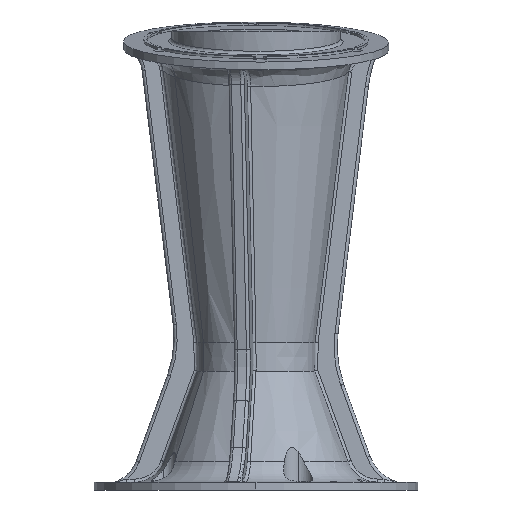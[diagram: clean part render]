
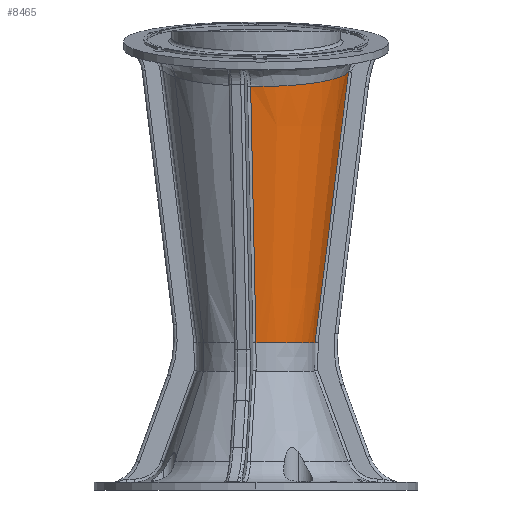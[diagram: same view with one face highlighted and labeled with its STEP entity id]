
A CAD part, left-side view. The second image highlights one B-rep face of the part: STEP entity #8465.
In plain terms, the highlighted conical face has half-angle 7 degrees and reference radius 19.185 mm.
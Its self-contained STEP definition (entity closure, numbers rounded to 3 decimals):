
#5192=CARTESIAN_POINT('Axis2P3D Location',(0.,0.,47.22)) ;
#6597=CARTESIAN_POINT('Vertex',(-3.387,-29.639,133.935)) ;
#7038=CARTESIAN_POINT('Vertex',(-3.328,-18.894,47.22)) ;
#7115=CARTESIAN_POINT('Control Point',(-3.387,-29.639,133.935)) ;
#7116=CARTESIAN_POINT('Control Point',(-3.38,-27.67,117.995)) ;
#7117=CARTESIAN_POINT('Control Point',(-3.372,-25.712,102.157)) ;
#7118=CARTESIAN_POINT('Control Point',(-3.362,-23.754,86.348)) ;
#7119=CARTESIAN_POINT('Control Point',(-3.349,-21.587,68.866)) ;
#7120=CARTESIAN_POINT('Control Point',(-3.332,-19.412,51.387)) ;
#7121=CARTESIAN_POINT('Control Point',(-3.331,-19.24,49.997)) ;
#7122=CARTESIAN_POINT('Control Point',(-3.329,-19.067,48.609)) ;
#7123=CARTESIAN_POINT('Control Point',(-3.328,-18.894,47.22)) ;
#8238=CARTESIAN_POINT('Axis2P3D Location',(0.,0.,47.22)) ;
#8242=CARTESIAN_POINT('Vertex',(-19.185,0.004,47.22)) ;
#8384=CARTESIAN_POINT('Vertex',(-29.209,1.713,129.268)) ;
#8388=CARTESIAN_POINT('Control Point',(-3.387,-29.639,133.935)) ;
#8389=CARTESIAN_POINT('Control Point',(-4.927,-29.427,133.647)) ;
#8390=CARTESIAN_POINT('Control Point',(-6.452,-29.116,133.361)) ;
#8391=CARTESIAN_POINT('Control Point',(-7.955,-28.706,133.081)) ;
#8392=CARTESIAN_POINT('Control Point',(-12.003,-27.314,132.327)) ;
#8393=CARTESIAN_POINT('Control Point',(-15.76,-25.218,131.632)) ;
#8394=CARTESIAN_POINT('Control Point',(-17.99,-23.617,131.221)) ;
#8395=CARTESIAN_POINT('Control Point',(-22.032,-19.948,130.481)) ;
#8396=CARTESIAN_POINT('Control Point',(-25.156,-15.46,129.92)) ;
#8397=CARTESIAN_POINT('Control Point',(-26.452,-13.058,129.691)) ;
#8398=CARTESIAN_POINT('Control Point',(-28.193,-8.712,129.39)) ;
#8399=CARTESIAN_POINT('Control Point',(-29.064,-4.123,129.256)) ;
#8400=CARTESIAN_POINT('Control Point',(-29.27,-2.18,129.23)) ;
#8401=CARTESIAN_POINT('Control Point',(-29.318,-0.229,129.234)) ;
#8402=CARTESIAN_POINT('Control Point',(-29.209,1.713,129.268)) ;
#8449=CARTESIAN_POINT('Control Point',(-19.185,0.004,47.22)) ;
#8450=CARTESIAN_POINT('Control Point',(-20.277,0.187,56.12)) ;
#8451=CARTESIAN_POINT('Control Point',(-21.366,0.371,65.007)) ;
#8452=CARTESIAN_POINT('Control Point',(-22.457,0.556,73.922)) ;
#8453=CARTESIAN_POINT('Control Point',(-24.47,0.899,90.395)) ;
#8454=CARTESIAN_POINT('Control Point',(-26.48,1.243,106.868)) ;
#8455=CARTESIAN_POINT('Control Point',(-27.39,1.4,114.336)) ;
#8456=CARTESIAN_POINT('Control Point',(-28.3,1.556,121.802)) ;
#8457=CARTESIAN_POINT('Control Point',(-29.209,1.713,129.268)) ;
#5193=DIRECTION('Axis2P3D Direction',(0.,0.,1.)) ;
#5194=DIRECTION('Axis2P3D XDirection',(0.479,-0.878,0.)) ;
#8239=DIRECTION('Axis2P3D Direction',(0.,0.,1.)) ;
#5195=AXIS2_PLACEMENT_3D('Cone Axis2P3D',#5192,#5193,#5194) ;
#8240=AXIS2_PLACEMENT_3D('Circle Axis2P3D',#8238,#8239,$) ;
#8460=ORIENTED_EDGE('',*,*,#8244,.T.) ;
#8461=ORIENTED_EDGE('',*,*,#7124,.F.) ;
#8462=ORIENTED_EDGE('',*,*,#8403,.T.) ;
#8463=ORIENTED_EDGE('',*,*,#8458,.T.) ;
#8465=ADVANCED_FACE('Corps principal',(#8464),#5196,.T.) ;
#7114=B_SPLINE_CURVE_WITH_KNOTS('',5,(#7115,#7116,#7117,#7118,#7119,#7120,#7121,#7122,#7123),.UNSPECIFIED.,.F.,.U.,(6,3,6),(49.215,163.873,173.775),.UNSPECIFIED.) ;
#8387=B_SPLINE_CURVE_WITH_KNOTS('',5,(#8388,#8389,#8390,#8391,#8392,#8393,#8394,#8395,#8396,#8397,#8398,#8399,#8400,#8401,#8402),.UNSPECIFIED.,.F.,.U.,(6,3,3,3,6),(27.929,39.734,60.403,80.875,95.56),.UNSPECIFIED.) ;
#8448=B_SPLINE_CURVE_WITH_KNOTS('',5,(#8449,#8450,#8451,#8452,#8453,#8454,#8455,#8456,#8457),.UNSPECIFIED.,.F.,.U.,(6,3,6),(50.747,114.859,168.12),.UNSPECIFIED.) ;
#8241=CIRCLE('generated circle',#8240,19.185) ;
#5196=CONICAL_SURFACE('Cone',#5195,19.185,0.122) ;
#7124=EDGE_CURVE('',#6598,#7039,#7114,.T.) ;
#8244=EDGE_CURVE('',#8243,#7039,#8241,.T.) ;
#8403=EDGE_CURVE('',#6598,#8385,#8387,.T.) ;
#8458=EDGE_CURVE('',#8385,#8243,#8448,.F.) ;
#8459=EDGE_LOOP('',(#8460,#8461,#8462,#8463)) ;
#8464=FACE_OUTER_BOUND('',#8459,.T.) ;
#6598=VERTEX_POINT('',#6597) ;
#7039=VERTEX_POINT('',#7038) ;
#8243=VERTEX_POINT('',#8242) ;
#8385=VERTEX_POINT('',#8384) ;
